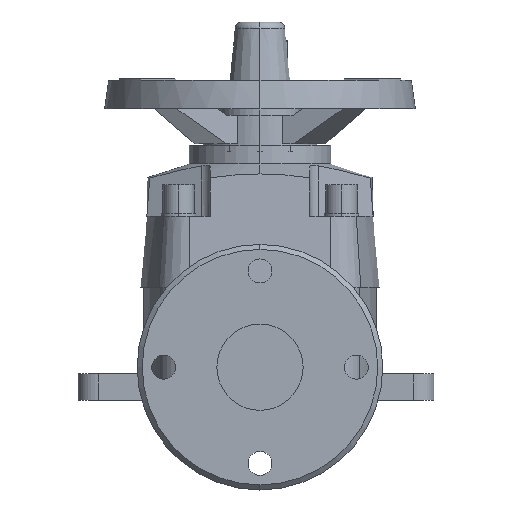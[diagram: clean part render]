
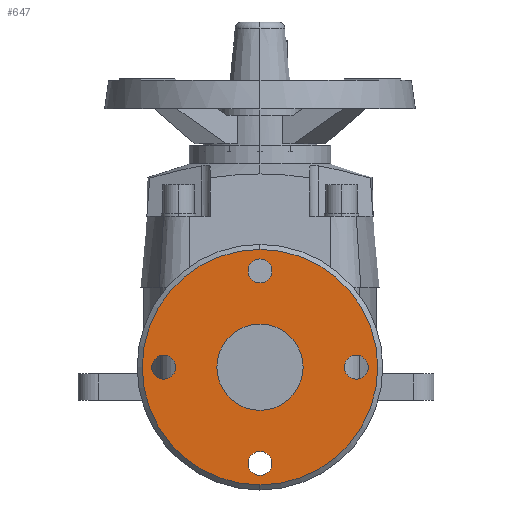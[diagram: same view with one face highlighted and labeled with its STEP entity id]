
A CAD part, left-side view. The second image highlights one B-rep face of the part: STEP entity #647.
In plain terms, the highlighted planar face has unit normal (-1, 0, 0).
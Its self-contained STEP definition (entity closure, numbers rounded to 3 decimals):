
#647=ADVANCED_FACE('',(#1424,#1425,#1426,#1427,#1428,#1429),#1430,.T.);
#1424=FACE_BOUND('',#2348,.T.);
#1425=FACE_BOUND('',#2349,.T.);
#1426=FACE_BOUND('',#2350,.T.);
#1427=FACE_BOUND('',#2351,.T.);
#1428=FACE_BOUND('',#2352,.T.);
#1429=FACE_OUTER_BOUND('',#2353,.T.);
#1430=PLANE('',#2354);
#2348=EDGE_LOOP('',(#4281,#4282));
#2349=EDGE_LOOP('',(#4283,#4284));
#2350=EDGE_LOOP('',(#4285,#4286));
#2351=EDGE_LOOP('',(#4287,#4288));
#2352=EDGE_LOOP('',(#4289,#4290));
#2353=EDGE_LOOP('',(#4291,#4292));
#2354=AXIS2_PLACEMENT_3D('',#4293,#4294,#4295);
#4281=ORIENTED_EDGE('',*,*,#5721,.T.);
#4282=ORIENTED_EDGE('',*,*,#6144,.T.);
#4283=ORIENTED_EDGE('',*,*,#6163,.T.);
#4284=ORIENTED_EDGE('',*,*,#5694,.T.);
#4285=ORIENTED_EDGE('',*,*,#6166,.T.);
#4286=ORIENTED_EDGE('',*,*,#5689,.T.);
#4287=ORIENTED_EDGE('',*,*,#6169,.T.);
#4288=ORIENTED_EDGE('',*,*,#5684,.T.);
#4289=ORIENTED_EDGE('',*,*,#6172,.T.);
#4290=ORIENTED_EDGE('',*,*,#5679,.T.);
#4291=ORIENTED_EDGE('',*,*,#5672,.T.);
#4292=ORIENTED_EDGE('',*,*,#6177,.T.);
#4293=CARTESIAN_POINT('',(-150.0,0.0,-44.35));
#4294=DIRECTION('',(-1.0,0.0,0.0));
#4295=DIRECTION('',(0.0,0.0,-1.0));
#5672=EDGE_CURVE('',#6891,#6895,#6897,.T.);
#5679=EDGE_CURVE('',#6908,#6905,#6909,.T.);
#5684=EDGE_CURVE('',#6917,#6914,#6918,.T.);
#5689=EDGE_CURVE('',#6926,#6923,#6927,.T.);
#5694=EDGE_CURVE('',#6935,#6932,#6936,.T.);
#5721=EDGE_CURVE('',#6976,#6980,#6982,.T.);
#6144=EDGE_CURVE('',#6980,#6976,#7593,.T.);
#6163=EDGE_CURVE('',#6932,#6935,#7616,.T.);
#6166=EDGE_CURVE('',#6923,#6926,#7619,.T.);
#6169=EDGE_CURVE('',#6914,#6917,#7622,.T.);
#6172=EDGE_CURVE('',#6905,#6908,#7625,.T.);
#6177=EDGE_CURVE('',#6895,#6891,#7630,.T.);
#6891=VERTEX_POINT('',#8847);
#6895=VERTEX_POINT('',#8852);
#6897=CIRCLE('',#8855,88.7);
#6905=VERTEX_POINT('',#8865);
#6908=VERTEX_POINT('',#8869);
#6909=CIRCLE('',#8870,9.0);
#6914=VERTEX_POINT('',#8876);
#6917=VERTEX_POINT('',#8880);
#6918=CIRCLE('',#8881,9.0);
#6923=VERTEX_POINT('',#8887);
#6926=VERTEX_POINT('',#8891);
#6927=CIRCLE('',#8892,9.0);
#6932=VERTEX_POINT('',#8898);
#6935=VERTEX_POINT('',#8902);
#6936=CIRCLE('',#8903,9.0);
#6976=VERTEX_POINT('',#9057);
#6980=VERTEX_POINT('',#9062);
#6982=CIRCLE('',#9065,32.5);
#7593=CIRCLE('',#9919,32.5);
#7616=CIRCLE('',#10086,9.0);
#7619=CIRCLE('',#10089,9.0);
#7622=CIRCLE('',#10092,9.0);
#7625=CIRCLE('',#10095,9.0);
#7630=CIRCLE('',#10100,88.7);
#8847=CARTESIAN_POINT('',(-150.0,0.0,-88.7));
#8852=CARTESIAN_POINT('',(-150.0,0.,88.7));
#8855=AXIS2_PLACEMENT_3D('',#11234,#11235,#11236);
#8865=CARTESIAN_POINT('',(-150.0,-81.5,0.0));
#8869=CARTESIAN_POINT('',(-150.0,-63.5,0.));
#8870=AXIS2_PLACEMENT_3D('',#11243,#11244,#11245);
#8876=CARTESIAN_POINT('',(-150.0,0.0,81.5));
#8880=CARTESIAN_POINT('',(-150.0,0.,63.5));
#8881=AXIS2_PLACEMENT_3D('',#11251,#11252,#11253);
#8887=CARTESIAN_POINT('',(-150.0,81.5,0.0));
#8891=CARTESIAN_POINT('',(-150.0,63.5,0.));
#8892=AXIS2_PLACEMENT_3D('',#11259,#11260,#11261);
#8898=CARTESIAN_POINT('',(-150.0,0.0,-81.5));
#8902=CARTESIAN_POINT('',(-150.0,0.,-63.5));
#8903=AXIS2_PLACEMENT_3D('',#11267,#11268,#11269);
#9057=CARTESIAN_POINT('',(-150.0,0.0,32.5));
#9062=CARTESIAN_POINT('',(-150.0,0.,-32.5));
#9065=AXIS2_PLACEMENT_3D('',#11306,#11307,#11308);
#9919=AXIS2_PLACEMENT_3D('',#11912,#11913,#11914);
#10086=AXIS2_PLACEMENT_3D('',#11934,#11935,#11936);
#10089=AXIS2_PLACEMENT_3D('',#11940,#11941,#11942);
#10092=AXIS2_PLACEMENT_3D('',#11946,#11947,#11948);
#10095=AXIS2_PLACEMENT_3D('',#11952,#11953,#11954);
#10100=AXIS2_PLACEMENT_3D('',#11961,#11962,#11963);
#11234=CARTESIAN_POINT('',(-150.0,0.0,0.0));
#11235=DIRECTION('',(-1.0,0.0,0.0));
#11236=DIRECTION('',(0.0,0.0,-1.0));
#11243=CARTESIAN_POINT('',(-150.0,-72.5,0.0));
#11244=DIRECTION('',(1.0,0.0,-0.0));
#11245=DIRECTION('',(0.0,-1.0,0.0));
#11251=CARTESIAN_POINT('',(-150.0,0.0,72.5));
#11252=DIRECTION('',(1.0,0.0,-0.0));
#11253=DIRECTION('',(0.0,0.0,1.0));
#11259=CARTESIAN_POINT('',(-150.0,72.5,0.0));
#11260=DIRECTION('',(1.0,0.0,-0.0));
#11261=DIRECTION('',(0.0,1.0,0.0));
#11267=CARTESIAN_POINT('',(-150.0,0.0,-72.5));
#11268=DIRECTION('',(1.0,-0.0,0.0));
#11269=DIRECTION('',(0.0,0.0,-1.0));
#11306=CARTESIAN_POINT('',(-150.0,0.0,0.0));
#11307=DIRECTION('',(1.0,0.0,-0.0));
#11308=DIRECTION('',(0.0,0.0,1.0));
#11912=CARTESIAN_POINT('',(-150.0,0.0,0.0));
#11913=DIRECTION('',(1.0,0.0,-0.0));
#11914=DIRECTION('',(0.0,0.0,1.0));
#11934=CARTESIAN_POINT('',(-150.0,0.0,-72.5));
#11935=DIRECTION('',(1.0,-0.0,0.0));
#11936=DIRECTION('',(0.0,0.0,-1.0));
#11940=CARTESIAN_POINT('',(-150.0,72.5,0.0));
#11941=DIRECTION('',(1.0,0.0,-0.0));
#11942=DIRECTION('',(0.0,1.0,0.0));
#11946=CARTESIAN_POINT('',(-150.0,0.0,72.5));
#11947=DIRECTION('',(1.0,0.0,-0.0));
#11948=DIRECTION('',(0.0,0.0,1.0));
#11952=CARTESIAN_POINT('',(-150.0,-72.5,0.0));
#11953=DIRECTION('',(1.0,0.0,-0.0));
#11954=DIRECTION('',(0.0,-1.0,0.0));
#11961=CARTESIAN_POINT('',(-150.0,0.0,0.0));
#11962=DIRECTION('',(-1.0,0.0,0.0));
#11963=DIRECTION('',(0.0,0.0,-1.0));
